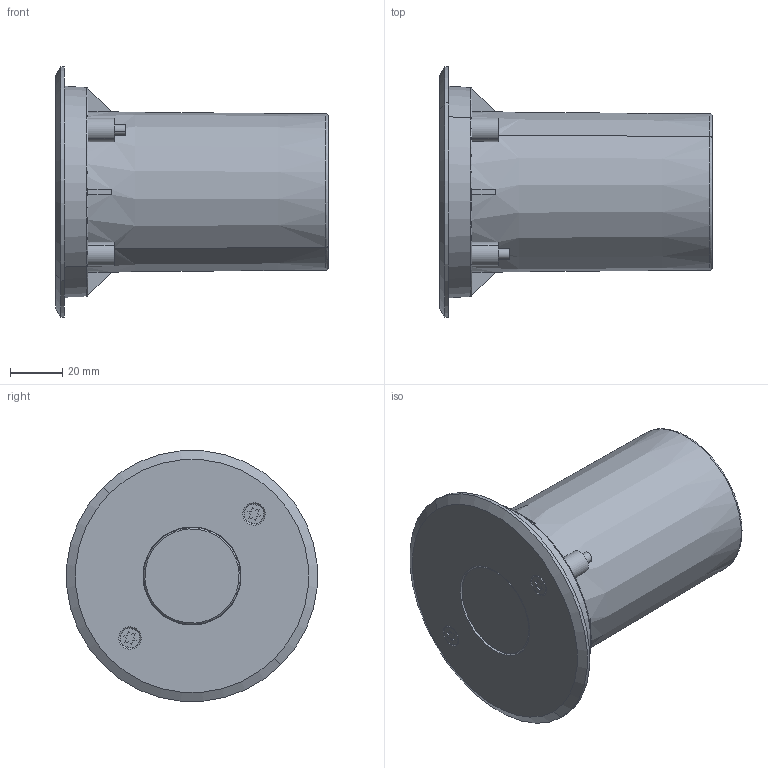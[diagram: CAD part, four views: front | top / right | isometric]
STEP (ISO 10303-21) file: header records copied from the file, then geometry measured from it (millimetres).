
FILE_DESCRIPTION (( 'STEP AP203' ), '1' );
FILE_NAME ('DK151112DD11.STEP', '2018-03-09T09:51:24', ( '' ), ( '' ), 'SwSTEP 2.0', 'SolidWorks 2017', '' );
FILE_SCHEMA (( 'CONFIG_CONTROL_DESIGN' ));
Length unit declared in the file: millimetre
Products named in the file (1): DK151112DD11
Bounding box: 104.1 x 95.63 x 95.63 mm (x, y, z)
Volume: 155323.9 mm3; surface area: 119480.8 mm2
Topology: 29 solids, 29 shells, 851 faces, 2039 edges, 1299 vertices
Faces by surface type: plane 336, cylinder 248, cone 158, bspline 106, sphere 3
Entity records: 28865 total; most frequent: CARTESIAN_POINT 9131, DIRECTION 4170, ORIENTED_EDGE 4016, EDGE_CURVE 2008, AXIS2_PLACEMENT_3D 1602, VERTEX_POINT 1293, EDGE_LOOP 1003, VECTOR 966
